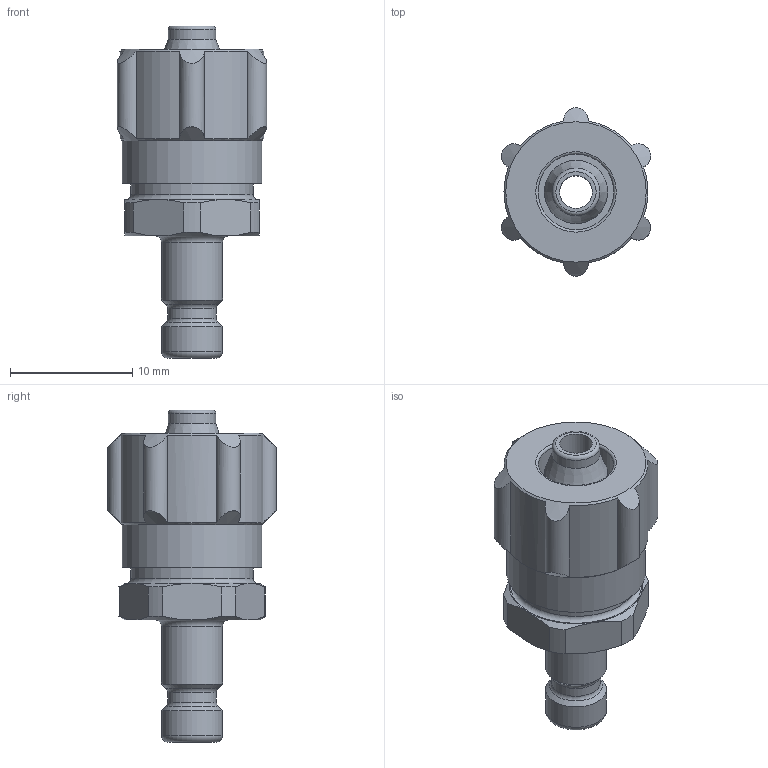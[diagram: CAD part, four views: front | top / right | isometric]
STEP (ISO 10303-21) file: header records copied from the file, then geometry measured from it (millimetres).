
FILE_DESCRIPTION(/* description */ ('STEP AP214'),/* implementation_level */ '2;1');
FILE_NAME(/* name */ '4090_KS2-CK-4',/* time_stamp */ '2024-08-23T05:43:43+02:00',/* author */ ('License CC BY-ND 4.0'),/* organization */ ('CADENAS'),/* preprocessor_version */ 'ST-DEVELOPER v19.3',/* originating_system */ 'PARTsolutions',/* authorisation */ ' ');
FILE_SCHEMA (('AUTOMOTIVE_DESIGN {1 0 10303 214 3 1 1}'));
Length unit declared in the file: millimetre
Products named in the file (1): 4090 KS2-CK-4
Bounding box: 12.22 x 13.8 x 27.2 mm (x, y, z)
Volume: 1505.4 mm3; surface area: 1604.9 mm2
Topology: 1 solids, 1 shells, 72 faces, 159 edges, 96 vertices
Faces by surface type: cylinder 29, cone 19, plane 15, torus 9
Full cylindrical faces by diameter (mm): 2.7 x1, 3.9 x1, 4 x1, 4.8 x1, 5 x2, 5.2 x1, 6.2 x1, 10 x2, 11.4 x1
Entity records: 1950 total; most frequent: CARTESIAN_POINT 465, DIRECTION 310, ORIENTED_EDGE 260, AXIS2_PLACEMENT_3D 143, EDGE_CURVE 130, EDGE_LOOP 108, FACE_BOUND 108, VERTEX_POINT 94
